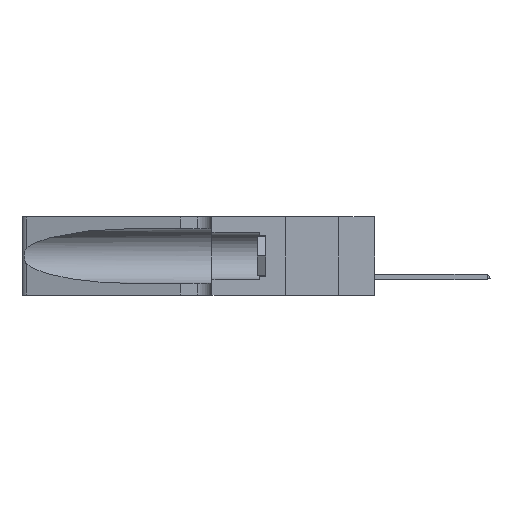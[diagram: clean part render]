
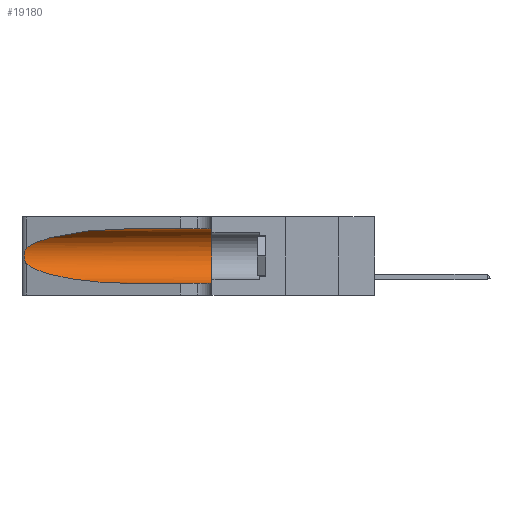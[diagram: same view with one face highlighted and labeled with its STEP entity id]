
A CAD part, left-side view. The second image highlights one B-rep face of the part: STEP entity #19180.
In plain terms, the highlighted cylindrical face has radius 3.308 mm (diameter 6.617 mm), a partial arc.
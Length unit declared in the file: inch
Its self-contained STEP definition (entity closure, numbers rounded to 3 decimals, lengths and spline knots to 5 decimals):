
#769 = ORIENTED_EDGE ( 'NONE', *, *, #23867, .F. ) ;
#1244 = ORIENTED_EDGE ( 'NONE', *, *, #36804, .F. ) ;
#2091 = CARTESIAN_POINT ( 'NONE',  ( 0.1305, 0.72297, 0.31525 ) ) ;
#2481 = ORIENTED_EDGE ( 'NONE', *, *, #5408, .T. ) ;
#5305 = VERTEX_POINT ( 'NONE', #45532 ) ;
#5408 = EDGE_CURVE ( 'NONE', #31928, #38002, #28967, .T. ) ;
#5865 = CYLINDRICAL_SURFACE ( 'NONE', #28419, 0.13025 ) ;
#7370 = CARTESIAN_POINT ( 'NONE',  ( 0.25854, 1.2359, 0.20912 ) ) ;
#9857 = ORIENTED_EDGE ( 'NONE', *, *, #19379, .T. ) ;
#10267 = CARTESIAN_POINT ( 'NONE',  ( 0.25787, 1.23484, 0.2124 ) ) ;
#11536 = DIRECTION ( 'NONE',  ( 0., 0., 1. ) ) ;
#12602 = CARTESIAN_POINT ( 'NONE',  ( 0.1305, 0.35, 0.05475 ) ) ;
#13253 = LINE ( 'NONE', #13445, #14408 ) ;
#13445 = CARTESIAN_POINT ( 'NONE',  ( 0.1305, 1.61858, 0.05475 ) ) ;
#13974 = CARTESIAN_POINT ( 'NONE',  ( 0.26075, 1.23896, 0.19203 ) ) ;
#14286 = CARTESIAN_POINT ( 'NONE',  ( 0.18966, 0.96281, 0.31525 ) ) ;
#14408 = VECTOR ( 'NONE', #27514, 39.37008 ) ;
#14410 = DIRECTION ( 'NONE',  ( 0., 0., -1. ) ) ;
#14586 = CARTESIAN_POINT ( 'NONE',  ( 0.1305, 0.72297, 0.31525 ) ) ;
#14970 =( BOUNDED_CURVE ( )  B_SPLINE_CURVE ( 3, ( #45833, #21486, #43871, #33954 ),
 .UNSPECIFIED., .F., .F. ) 
 B_SPLINE_CURVE_WITH_KNOTS ( ( 4, 4 ),
 ( 3.44316, 4.71239 ),
 .UNSPECIFIED. ) 
 CURVE ( )  GEOMETRIC_REPRESENTATION_ITEM ( )  RATIONAL_B_SPLINE_CURVE ( ( 1., 0.87, 0.87, 1. ) ) 
 REPRESENTATION_ITEM ( '' )  );
#16043 = CARTESIAN_POINT ( 'NONE',  ( 0.1305, 1.61858, 0.31525 ) ) ;
#17439 = VERTEX_POINT ( 'NONE', #21868 ) ;
#17629 = CARTESIAN_POINT ( 'NONE',  ( 0.25856, 1.23593, 0.16098 ) ) ;
#18863 = VERTEX_POINT ( 'NONE', #12602 ) ;
#19180 = ADVANCED_FACE ( 'NONE', ( #45575 ), #5865, .F. ) ;
#19379 = EDGE_CURVE ( 'NONE', #35323, #18863, #13253, .T. ) ;
#21486 = CARTESIAN_POINT ( 'NONE',  ( 0.2373, 1.15595, 0.08982 ) ) ;
#21714 = CARTESIAN_POINT ( 'NONE',  ( 0.25639, 1.23186, 0.15144 ) ) ;
#21723 = CARTESIAN_POINT ( 'NONE',  ( 0.25487, 1.22718, 0.22369 ) ) ;
#21868 = CARTESIAN_POINT ( 'NONE',  ( 0.1305, 0.35, 0.31525 ) ) ;
#22503 = DIRECTION ( 'NONE',  ( 0., 1., 0. ) ) ;
#23599 = LINE ( 'NONE', #16043, #41711 ) ;
#23867 = EDGE_CURVE ( 'NONE', #31928, #17439, #23599, .T. ) ;
#24909 = CARTESIAN_POINT ( 'NONE',  ( 0.25639, 1.23184, 0.21858 ) ) ;
#25059 = CARTESIAN_POINT ( 'NONE',  ( 0.26018, 1.23835, 0.19895 ) ) ;
#25183 = DIRECTION ( 'NONE',  ( 0., -1., 0. ) ) ;
#27216 = ORIENTED_EDGE ( 'NONE', *, *, #37153, .T. ) ;
#27514 = DIRECTION ( 'NONE',  ( 0., -1., 0. ) ) ;
#28419 = AXIS2_PLACEMENT_3D ( 'NONE', #37953, #25183, #14410 ) ;
#28500 = EDGE_LOOP ( 'NONE', ( #2481, #40178, #27216, #9857, #1244, #769 ) ) ;
#28534 = CARTESIAN_POINT ( 'NONE',  ( 0.25789, 1.23486, 0.15765 ) ) ;
#28754 = AXIS2_PLACEMENT_3D ( 'NONE', #33458, #22503, #11536 ) ;
#28967 =( BOUNDED_CURVE ( )  B_SPLINE_CURVE ( 3, ( #14586, #14286, #39648, #21723 ),
 .UNSPECIFIED., .F., .T. ) 
 B_SPLINE_CURVE_WITH_KNOTS ( ( 4, 4 ),
 ( 1.5708, 2.84003 ),
 .UNSPECIFIED. ) 
 CURVE ( )  GEOMETRIC_REPRESENTATION_ITEM ( )  RATIONAL_B_SPLINE_CURVE ( ( 1., 0.87, 0.87, 1. ) ) 
 REPRESENTATION_ITEM ( '' )  );
#31928 = VERTEX_POINT ( 'NONE', #2091 ) ;
#32355 = CARTESIAN_POINT ( 'NONE',  ( 0.25487, 1.22718, 0.14631 ) ) ;
#32489 = B_SPLINE_CURVE_WITH_KNOTS ( 'NONE', 3,
 ( #43525, #39344, #24909, #10267, #7370, #25059, #13974, #43390, #39490, #17629, #28534, #21714, #36295, #32355 ),
 .UNSPECIFIED., .F., .F.,
 ( 4, 2, 2, 2, 2, 2, 4 ),
 ( 0., 0.00027, 0.00053, 0.00107, 0.0016, 0.00187, 0.00214 ),
 .UNSPECIFIED. ) ;
#32652 = DIRECTION ( 'NONE',  ( 0., -1., 0. ) ) ;
#33458 = CARTESIAN_POINT ( 'NONE',  ( 0.1305, 0.35, 0.185 ) ) ;
#33954 = CARTESIAN_POINT ( 'NONE',  ( 0.1305, 0.72297, 0.05475 ) ) ;
#35323 = VERTEX_POINT ( 'NONE', #35377 ) ;
#35377 = CARTESIAN_POINT ( 'NONE',  ( 0.1305, 0.72297, 0.05475 ) ) ;
#36295 = CARTESIAN_POINT ( 'NONE',  ( 0.25555, 1.22993, 0.14849 ) ) ;
#36804 = EDGE_CURVE ( 'NONE', #17439, #18863, #39495, .T. ) ;
#37153 = EDGE_CURVE ( 'NONE', #5305, #35323, #14970, .T. ) ;
#37953 = CARTESIAN_POINT ( 'NONE',  ( 0.1305, 1.61858, 0.185 ) ) ;
#38002 = VERTEX_POINT ( 'NONE', #42784 ) ;
#39344 = CARTESIAN_POINT ( 'NONE',  ( 0.25555, 1.22994, 0.2215 ) ) ;
#39490 = CARTESIAN_POINT ( 'NONE',  ( 0.26017, 1.23833, 0.17102 ) ) ;
#39495 = CIRCLE ( 'NONE', #28754, 0.13025 ) ;
#39648 = CARTESIAN_POINT ( 'NONE',  ( 0.2373, 1.15595, 0.28018 ) ) ;
#40178 = ORIENTED_EDGE ( 'NONE', *, *, #44186, .T. ) ;
#41711 = VECTOR ( 'NONE', #32652, 39.37008 ) ;
#42784 = CARTESIAN_POINT ( 'NONE',  ( 0.25487, 1.22718, 0.22369 ) ) ;
#43390 = CARTESIAN_POINT ( 'NONE',  ( 0.26075, 1.23896, 0.178 ) ) ;
#43525 = CARTESIAN_POINT ( 'NONE',  ( 0.25487, 1.22718, 0.22369 ) ) ;
#43871 = CARTESIAN_POINT ( 'NONE',  ( 0.18966, 0.96281, 0.05475 ) ) ;
#44186 = EDGE_CURVE ( 'NONE', #38002, #5305, #32489, .T. ) ;
#45532 = CARTESIAN_POINT ( 'NONE',  ( 0.25487, 1.22718, 0.14631 ) ) ;
#45575 = FACE_OUTER_BOUND ( 'NONE', #28500, .T. ) ;
#45833 = CARTESIAN_POINT ( 'NONE',  ( 0.25487, 1.22718, 0.14631 ) ) ;
